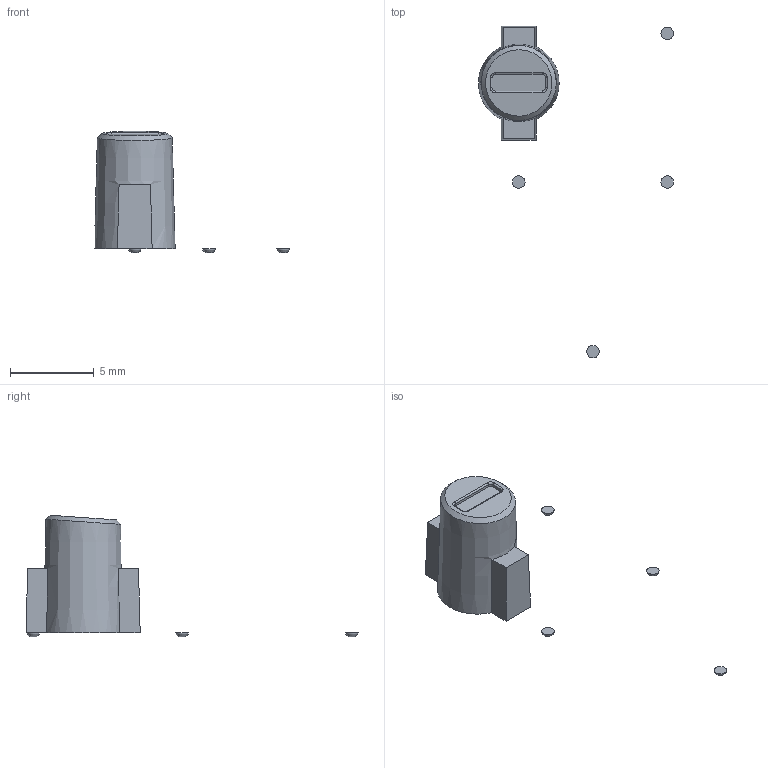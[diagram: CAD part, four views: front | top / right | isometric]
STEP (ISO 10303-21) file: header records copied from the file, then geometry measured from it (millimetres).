
FILE_DESCRIPTION(/* description */ (''),/* implementation_level */ '2;1');
FILE_NAME(/* name */ 'MinusButton.step',/* time_stamp */ '2024-09-23T15:50:21-07:00',/* author */ (''),/* organization */ (''),/* preprocessor_version */ 'ST-DEVELOPER v20',/* originating_system */ 'Autodesk Translation Framework v13.20.0.188',/* authorisation */ '');
FILE_SCHEMA (('AUTOMOTIVE_DESIGN { 1 0 10303 214 3 1 1 }'));
Length unit declared in the file: millimetre
Products named in the file (1): MinusButton
Bounding box: 11.65 x 19.85 x 7.26 mm (x, y, z)
Volume: 128.1 mm3; surface area: 172.3 mm2
Topology: 5 solids, 5 shells, 54 faces, 115 edges, 74 vertices
Faces by surface type: plane 31, bspline 10, cylinder 8, cone 5
Entity records: 1730 total; most frequent: CARTESIAN_POINT 554, DIRECTION 236, ORIENTED_EDGE 230, EDGE_CURVE 115, AXIS2_PLACEMENT_3D 91, VERTEX_POINT 74, EDGE_LOOP 57, LINE 54
